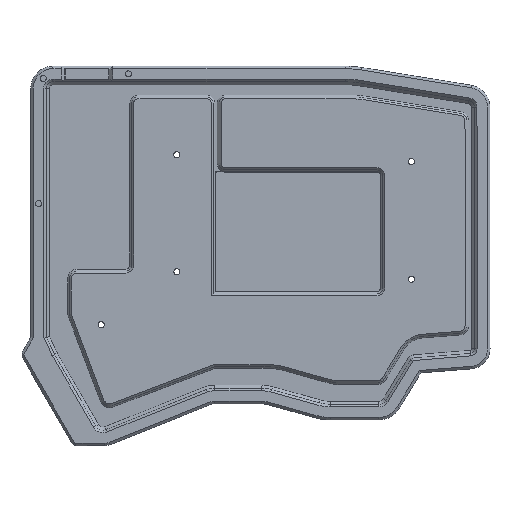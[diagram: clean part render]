
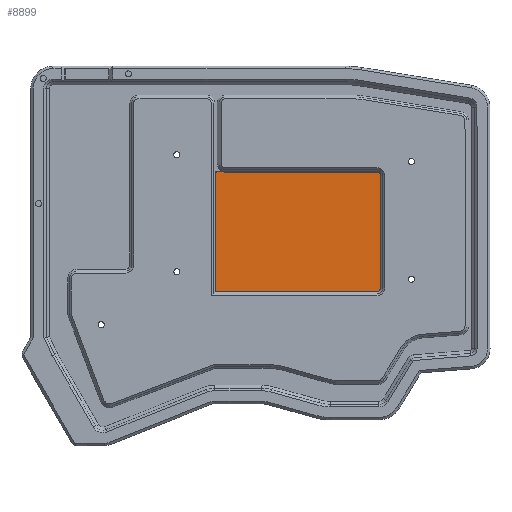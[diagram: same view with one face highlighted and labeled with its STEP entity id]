
A CAD part, top view. The second image highlights one B-rep face of the part: STEP entity #8899.
In plain terms, the highlighted planar face has unit normal (0, 0, 1).
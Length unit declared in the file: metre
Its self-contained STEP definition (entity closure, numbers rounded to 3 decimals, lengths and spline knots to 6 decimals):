
#328=CIRCLE('',#9632,0.0008);
#329=CIRCLE('',#9633,0.0008);
#330=CIRCLE('',#9634,0.0012);
#331=CIRCLE('',#9635,0.0012);
#332=CIRCLE('',#9636,0.0028);
#1696=ORIENTED_EDGE('',*,*,#3631,.T.);
#1697=ORIENTED_EDGE('',*,*,#3632,.T.);
#1698=ORIENTED_EDGE('',*,*,#3633,.T.);
#1699=ORIENTED_EDGE('',*,*,#3634,.T.);
#1700=ORIENTED_EDGE('',*,*,#3635,.T.);
#1701=ORIENTED_EDGE('',*,*,#3636,.T.);
#1702=ORIENTED_EDGE('',*,*,#3637,.T.);
#1703=ORIENTED_EDGE('',*,*,#3638,.T.);
#1704=ORIENTED_EDGE('',*,*,#3639,.T.);
#1705=ORIENTED_EDGE('',*,*,#3640,.T.);
#3631=EDGE_CURVE('',#4628,#4629,#328,.T.);
#3632=EDGE_CURVE('',#4629,#4630,#5454,.T.);
#3633=EDGE_CURVE('',#4630,#4631,#329,.T.);
#3634=EDGE_CURVE('',#4631,#4632,#5455,.T.);
#3635=EDGE_CURVE('',#4632,#4633,#330,.T.);
#3636=EDGE_CURVE('',#4633,#4634,#5456,.T.);
#3637=EDGE_CURVE('',#4634,#4635,#331,.T.);
#3638=EDGE_CURVE('',#4635,#4636,#5457,.T.);
#3639=EDGE_CURVE('',#4636,#4637,#332,.F.);
#3640=EDGE_CURVE('',#4637,#4628,#5458,.T.);
#4628=VERTEX_POINT('',#14030);
#4629=VERTEX_POINT('',#14031);
#4630=VERTEX_POINT('',#14033);
#4631=VERTEX_POINT('',#14035);
#4632=VERTEX_POINT('',#14037);
#4633=VERTEX_POINT('',#14039);
#4634=VERTEX_POINT('',#14041);
#4635=VERTEX_POINT('',#14043);
#4636=VERTEX_POINT('',#14045);
#4637=VERTEX_POINT('',#14047);
#5454=LINE('',#14032,#6524);
#5455=LINE('',#14036,#6525);
#5456=LINE('',#14040,#6526);
#5457=LINE('',#14044,#6527);
#5458=LINE('',#14048,#6528);
#6524=VECTOR('',#11381,1.);
#6525=VECTOR('',#11384,1.);
#6526=VECTOR('',#11387,1.);
#6527=VECTOR('',#11390,1.);
#6528=VECTOR('',#11393,1.);
#7315=EDGE_LOOP('',(#1696,#1697,#1698,#1699,#1700,#1701,#1702,#1703,#1704,
#1705));
#7908=FACE_BOUND('',#7315,.T.);
#8362=PLANE('',#9631);
#8899=ADVANCED_FACE('',(#7908),#8362,.T.);
#9631=AXIS2_PLACEMENT_3D('',#14028,#11377,#11378);
#9632=AXIS2_PLACEMENT_3D('',#14029,#11379,#11380);
#9633=AXIS2_PLACEMENT_3D('',#14034,#11382,#11383);
#9634=AXIS2_PLACEMENT_3D('',#14038,#11385,#11386);
#9635=AXIS2_PLACEMENT_3D('',#14042,#11388,#11389);
#9636=AXIS2_PLACEMENT_3D('',#14046,#11391,#11392);
#11377=DIRECTION('',(0.,0.,1.));
#11378=DIRECTION('',(1.,0.,0.));
#11379=DIRECTION('',(0.,0.,1.));
#11380=DIRECTION('',(1.,0.,0.));
#11381=DIRECTION('',(0.,-1.,0.));
#11382=DIRECTION('',(0.,0.,1.));
#11383=DIRECTION('',(1.,0.,0.));
#11384=DIRECTION('',(1.,0.,0.));
#11385=DIRECTION('',(0.,0.,1.));
#11386=DIRECTION('',(1.,0.,0.));
#11387=DIRECTION('',(0.,1.,0.));
#11388=DIRECTION('',(0.,0.,1.));
#11389=DIRECTION('',(1.,0.,0.));
#11390=DIRECTION('',(-1.,0.,0.));
#11391=DIRECTION('',(0.,0.,1.));
#11392=DIRECTION('',(1.,0.,0.));
#11393=DIRECTION('',(-1.,0.,0.));
#14028=CARTESIAN_POINT('',(0.,-0.001038,0.0015));
#14029=CARTESIAN_POINT('',(-0.013916,0.025538,0.0015));
#14030=CARTESIAN_POINT('',(-0.013916,0.026338,0.0015));
#14031=CARTESIAN_POINT('',(-0.014616,0.025925,0.0015));
#14032=CARTESIAN_POINT('',(-0.014616,-0.001038,0.0015));
#14033=CARTESIAN_POINT('',(-0.014616,-0.012287,0.0015));
#14034=CARTESIAN_POINT('',(-0.013916,-0.0119,0.0015));
#14035=CARTESIAN_POINT('',(-0.014304,-0.0126,0.0015));
#14036=CARTESIAN_POINT('',(0.,-0.0126,0.0015));
#14037=CARTESIAN_POINT('',(0.037795,-0.0126,0.0015));
#14038=CARTESIAN_POINT('',(0.037795,-0.0114,0.0015));
#14039=CARTESIAN_POINT('',(0.038995,-0.0114,0.0015));
#14040=CARTESIAN_POINT('',(0.038995,-0.001038,0.0015));
#14041=CARTESIAN_POINT('',(0.038995,0.025038,0.0015));
#14042=CARTESIAN_POINT('',(0.037795,0.025038,0.0015));
#14043=CARTESIAN_POINT('',(0.037795,0.026238,0.0015));
#14044=CARTESIAN_POINT('',(0.,0.026238,0.0015));
#14045=CARTESIAN_POINT('',(-0.011416,0.026238,0.0015));
#14046=CARTESIAN_POINT('',(-0.011416,0.029038,0.0015));
#14047=CARTESIAN_POINT('',(-0.012158,0.026338,0.0015));
#14048=CARTESIAN_POINT('',(-0.013916,0.026338,0.0015));
